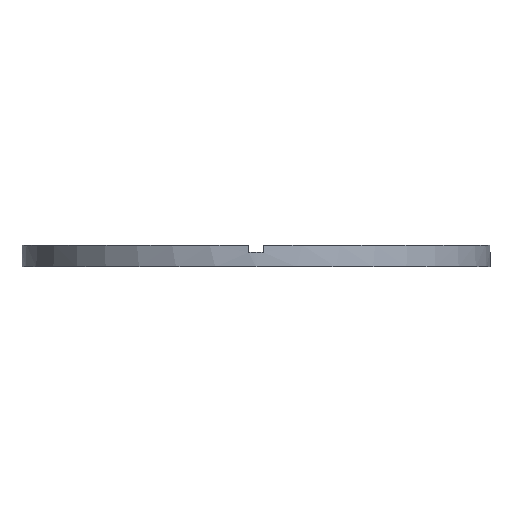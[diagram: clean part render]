
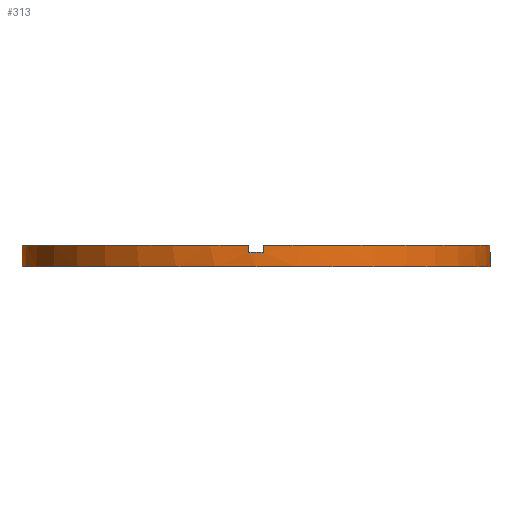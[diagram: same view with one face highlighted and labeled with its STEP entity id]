
A CAD part, front view. The second image highlights one B-rep face of the part: STEP entity #313.
In plain terms, the highlighted cylindrical face has radius 32 mm (diameter 64 mm), a partial arc.
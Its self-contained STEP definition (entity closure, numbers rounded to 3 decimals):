
#7 = CIRCLE ( 'NONE', #750, 32. ) ;
#23 = DIRECTION ( 'NONE',  ( 0., 0., -1. ) ) ;
#31 = VERTEX_POINT ( 'NONE', #438 ) ;
#34 = CARTESIAN_POINT ( 'NONE',  ( 0., 0., 3. ) ) ;
#65 = CARTESIAN_POINT ( 'NONE',  ( -1., -31.984, 2. ) ) ;
#71 = DIRECTION ( 'NONE',  ( 0., 0., -1. ) ) ;
#73 = CARTESIAN_POINT ( 'NONE',  ( 31.984, -1., 3. ) ) ;
#76 = EDGE_CURVE ( 'NONE', #451, #208, #755, .T. ) ;
#83 = DIRECTION ( 'NONE',  ( 1., 0., 0. ) ) ;
#92 = CARTESIAN_POINT ( 'NONE',  ( 1., -31.984, 3. ) ) ;
#95 = VERTEX_POINT ( 'NONE', #563 ) ;
#102 = EDGE_CURVE ( 'NONE', #690, #578, #260, .T. ) ;
#120 = CARTESIAN_POINT ( 'NONE',  ( -32., 0., 3. ) ) ;
#140 = CARTESIAN_POINT ( 'NONE',  ( 1., -31.984, 3. ) ) ;
#141 = AXIS2_PLACEMENT_3D ( 'NONE', #327, #275, #83 ) ;
#148 = CARTESIAN_POINT ( 'NONE',  ( 0., 0., 2. ) ) ;
#152 = EDGE_CURVE ( 'NONE', #554, #294, #529, .T. ) ;
#153 = LINE ( 'NONE', #120, #405 ) ;
#165 = DIRECTION ( 'NONE',  ( 1., 0., 0. ) ) ;
#168 = DIRECTION ( 'NONE',  ( 0., 0., -1. ) ) ;
#170 = ORIENTED_EDGE ( 'NONE', *, *, #186, .T. ) ;
#176 = AXIS2_PLACEMENT_3D ( 'NONE', #372, #71, #421 ) ;
#186 = EDGE_CURVE ( 'NONE', #31, #286, #153, .T. ) ;
#188 = CARTESIAN_POINT ( 'NONE',  ( 32., 0., 0. ) ) ;
#192 = ORIENTED_EDGE ( 'NONE', *, *, #425, .T. ) ;
#197 = EDGE_CURVE ( 'NONE', #773, #294, #387, .T. ) ;
#205 = DIRECTION ( 'NONE',  ( 0., 0., 1. ) ) ;
#208 = VERTEX_POINT ( 'NONE', #188 ) ;
#217 = CARTESIAN_POINT ( 'NONE',  ( -1., -31.984, 3. ) ) ;
#239 = CIRCLE ( 'NONE', #300, 32. ) ;
#260 = LINE ( 'NONE', #217, #781 ) ;
#266 = DIRECTION ( 'NONE',  ( 1., 0., 0. ) ) ;
#271 = CIRCLE ( 'NONE', #141, 32. ) ;
#273 = CIRCLE ( 'NONE', #447, 32. ) ;
#275 = DIRECTION ( 'NONE',  ( 0., 0., 1. ) ) ;
#286 = VERTEX_POINT ( 'NONE', #718 ) ;
#294 = VERTEX_POINT ( 'NONE', #73 ) ;
#295 = EDGE_CURVE ( 'NONE', #286, #208, #458, .T. ) ;
#300 = AXIS2_PLACEMENT_3D ( 'NONE', #148, #205, #679 ) ;
#308 = DIRECTION ( 'NONE',  ( 0., 0., 1. ) ) ;
#313 = ADVANCED_FACE ( 'NONE', ( #727 ), #573, .T. ) ;
#317 = DIRECTION ( 'NONE',  ( 0., 0., 1. ) ) ;
#327 = CARTESIAN_POINT ( 'NONE',  ( 0., 0., 3. ) ) ;
#334 = AXIS2_PLACEMENT_3D ( 'NONE', #34, #722, #266 ) ;
#372 = CARTESIAN_POINT ( 'NONE',  ( 0., 0., 3. ) ) ;
#376 = DIRECTION ( 'NONE',  ( 1., 0., 0. ) ) ;
#387 = CIRCLE ( 'NONE', #334, 32. ) ;
#394 = AXIS2_PLACEMENT_3D ( 'NONE', #655, #317, #560 ) ;
#398 = VECTOR ( 'NONE', #308, 1000. ) ;
#405 = VECTOR ( 'NONE', #168, 1000. ) ;
#421 = DIRECTION ( 'NONE',  ( -1., 0., 0. ) ) ;
#425 = EDGE_CURVE ( 'NONE', #444, #568, #494, .T. ) ;
#432 = CARTESIAN_POINT ( 'NONE',  ( 31.984, -1., 2. ) ) ;
#438 = CARTESIAN_POINT ( 'NONE',  ( -32., 0., 2. ) ) ;
#444 = VERTEX_POINT ( 'NONE', #658 ) ;
#447 = AXIS2_PLACEMENT_3D ( 'NONE', #460, #703, #165 ) ;
#451 = VERTEX_POINT ( 'NONE', #708 ) ;
#458 = CIRCLE ( 'NONE', #394, 32. ) ;
#460 = CARTESIAN_POINT ( 'NONE',  ( 0., 0., 2. ) ) ;
#466 = CARTESIAN_POINT ( 'NONE',  ( -31.984, -1., 3. ) ) ;
#475 = ORIENTED_EDGE ( 'NONE', *, *, #102, .T. ) ;
#479 = ORIENTED_EDGE ( 'NONE', *, *, #606, .F. ) ;
#494 = LINE ( 'NONE', #466, #778 ) ;
#497 = VECTOR ( 'NONE', #636, 1000. ) ;
#529 = LINE ( 'NONE', #647, #398 ) ;
#531 = VECTOR ( 'NONE', #734, 1000. ) ;
#538 = LINE ( 'NONE', #140, #531 ) ;
#554 = VERTEX_POINT ( 'NONE', #432 ) ;
#560 = DIRECTION ( 'NONE',  ( 1., 0., 0. ) ) ;
#563 = CARTESIAN_POINT ( 'NONE',  ( 1., -31.984, 2. ) ) ;
#566 = CARTESIAN_POINT ( 'NONE',  ( 0., 0., 2. ) ) ;
#568 = VERTEX_POINT ( 'NONE', #585 ) ;
#573 = CYLINDRICAL_SURFACE ( 'NONE', #176, 32. ) ;
#578 = VERTEX_POINT ( 'NONE', #594 ) ;
#580 = ORIENTED_EDGE ( 'NONE', *, *, #76, .F. ) ;
#585 = CARTESIAN_POINT ( 'NONE',  ( -31.984, -1., 2. ) ) ;
#592 = CARTESIAN_POINT ( 'NONE',  ( 32., 0., 3. ) ) ;
#594 = CARTESIAN_POINT ( 'NONE',  ( -1., -31.984, 3. ) ) ;
#598 = DIRECTION ( 'NONE',  ( 0., 0., 1. ) ) ;
#606 = EDGE_CURVE ( 'NONE', #444, #578, #271, .T. ) ;
#614 = EDGE_CURVE ( 'NONE', #554, #451, #239, .T. ) ;
#622 = EDGE_CURVE ( 'NONE', #773, #95, #538, .T. ) ;
#625 = ORIENTED_EDGE ( 'NONE', *, *, #614, .F. ) ;
#626 = ORIENTED_EDGE ( 'NONE', *, *, #152, .T. ) ;
#636 = DIRECTION ( 'NONE',  ( 0., 0., -1. ) ) ;
#647 = CARTESIAN_POINT ( 'NONE',  ( 31.984, -1., 3. ) ) ;
#655 = CARTESIAN_POINT ( 'NONE',  ( 0., 0., 0. ) ) ;
#658 = CARTESIAN_POINT ( 'NONE',  ( -31.984, -1., 3. ) ) ;
#679 = DIRECTION ( 'NONE',  ( 1., 0., 0. ) ) ;
#680 = EDGE_CURVE ( 'NONE', #690, #95, #273, .T. ) ;
#690 = VERTEX_POINT ( 'NONE', #65 ) ;
#698 = ORIENTED_EDGE ( 'NONE', *, *, #680, .F. ) ;
#699 = EDGE_LOOP ( 'NONE', ( #580, #625, #626, #713, #705, #698, #475, #479, #192, #744, #170, #702 ) ) ;
#702 = ORIENTED_EDGE ( 'NONE', *, *, #295, .T. ) ;
#703 = DIRECTION ( 'NONE',  ( 0., 0., 1. ) ) ;
#705 = ORIENTED_EDGE ( 'NONE', *, *, #622, .T. ) ;
#708 = CARTESIAN_POINT ( 'NONE',  ( 32., 0., 2. ) ) ;
#713 = ORIENTED_EDGE ( 'NONE', *, *, #197, .F. ) ;
#718 = CARTESIAN_POINT ( 'NONE',  ( -32., 0., 0. ) ) ;
#722 = DIRECTION ( 'NONE',  ( 0., 0., 1. ) ) ;
#727 = FACE_OUTER_BOUND ( 'NONE', #699, .T. ) ;
#730 = EDGE_CURVE ( 'NONE', #31, #568, #7, .T. ) ;
#734 = DIRECTION ( 'NONE',  ( 0., 0., -1. ) ) ;
#744 = ORIENTED_EDGE ( 'NONE', *, *, #730, .F. ) ;
#750 = AXIS2_PLACEMENT_3D ( 'NONE', #566, #775, #376 ) ;
#755 = LINE ( 'NONE', #592, #497 ) ;
#773 = VERTEX_POINT ( 'NONE', #92 ) ;
#775 = DIRECTION ( 'NONE',  ( 0., 0., 1. ) ) ;
#778 = VECTOR ( 'NONE', #23, 1000. ) ;
#781 = VECTOR ( 'NONE', #598, 1000. ) ;
